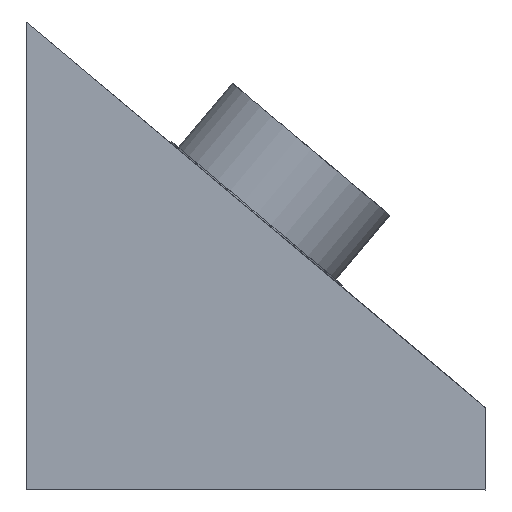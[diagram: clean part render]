
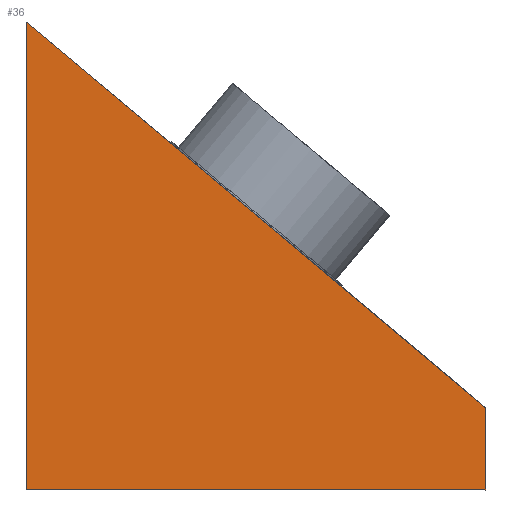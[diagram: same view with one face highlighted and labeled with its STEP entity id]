
A CAD part, left-side view. The second image highlights one B-rep face of the part: STEP entity #36.
In plain terms, the highlighted planar face has unit normal (-1, 0, 0).
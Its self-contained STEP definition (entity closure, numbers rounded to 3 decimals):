
#26 = CARTESIAN_POINT ( 'NONE',  ( 0., 0.238, -27.05 ) ) ;
#36 = ADVANCED_FACE ( 'NONE', ( #824 ), #295, .T. ) ;
#46 = VERTEX_POINT ( 'NONE', #509 ) ;
#59 = ORIENTED_EDGE ( 'NONE', *, *, #701, .F. ) ;
#60 = CARTESIAN_POINT ( 'NONE',  ( 0., 27.05, 0.238 ) ) ;
#87 = VERTEX_POINT ( 'NONE', #192 ) ;
#103 = VECTOR ( 'NONE', #108, 1000. ) ;
#108 = DIRECTION ( 'NONE',  ( 0., 0., -1. ) ) ;
#121 = VECTOR ( 'NONE', #330, 1000. ) ;
#135 = LINE ( 'NONE', #451, #928 ) ;
#152 = DIRECTION ( 'NONE',  ( 0., 1., 0. ) ) ;
#192 = CARTESIAN_POINT ( 'NONE',  ( 0., 0.238, -22.26 ) ) ;
#209 = ORIENTED_EDGE ( 'NONE', *, *, #857, .F. ) ;
#244 = LINE ( 'NONE', #625, #121 ) ;
#246 = ORIENTED_EDGE ( 'NONE', *, *, #591, .F. ) ;
#295 = PLANE ( 'NONE',  #693 ) ;
#330 = DIRECTION ( 'NONE',  ( 0., 0., 1. ) ) ;
#361 = DIRECTION ( 'NONE',  ( -1., 0., 0. ) ) ;
#451 = CARTESIAN_POINT ( 'NONE',  ( 0., 0.238, -22.26 ) ) ;
#509 = CARTESIAN_POINT ( 'NONE',  ( 0., 0.238, -27.05 ) ) ;
#543 = VERTEX_POINT ( 'NONE', #60 ) ;
#576 = EDGE_CURVE ( 'NONE', #543, #87, #135, .T. ) ;
#585 = DIRECTION ( 'NONE',  ( 0., -1., 0. ) ) ;
#591 = EDGE_CURVE ( 'NONE', #684, #543, #244, .T. ) ;
#613 = ORIENTED_EDGE ( 'NONE', *, *, #576, .F. ) ;
#625 = CARTESIAN_POINT ( 'NONE',  ( 0., 27.05, 0.238 ) ) ;
#650 = LINE ( 'NONE', #26, #103 ) ;
#684 = VERTEX_POINT ( 'NONE', #692 ) ;
#692 = CARTESIAN_POINT ( 'NONE',  ( 0., 27.05, -27.05 ) ) ;
#693 = AXIS2_PLACEMENT_3D ( 'NONE', #974, #361, #585 ) ;
#701 = EDGE_CURVE ( 'NONE', #46, #684, #883, .T. ) ;
#723 = VECTOR ( 'NONE', #152, 1000. ) ;
#763 = DIRECTION ( 'NONE',  ( 0., -0.766, -0.643 ) ) ;
#824 = FACE_OUTER_BOUND ( 'NONE', #997, .T. ) ;
#857 = EDGE_CURVE ( 'NONE', #87, #46, #650, .T. ) ;
#883 = LINE ( 'NONE', #937, #723 ) ;
#928 = VECTOR ( 'NONE', #763, 1000. ) ;
#937 = CARTESIAN_POINT ( 'NONE',  ( 0., 0.238, -27.05 ) ) ;
#974 = CARTESIAN_POINT ( 'NONE',  ( 0., 0.238, -27.05 ) ) ;
#997 = EDGE_LOOP ( 'NONE', ( #209, #613, #246, #59 ) ) ;
